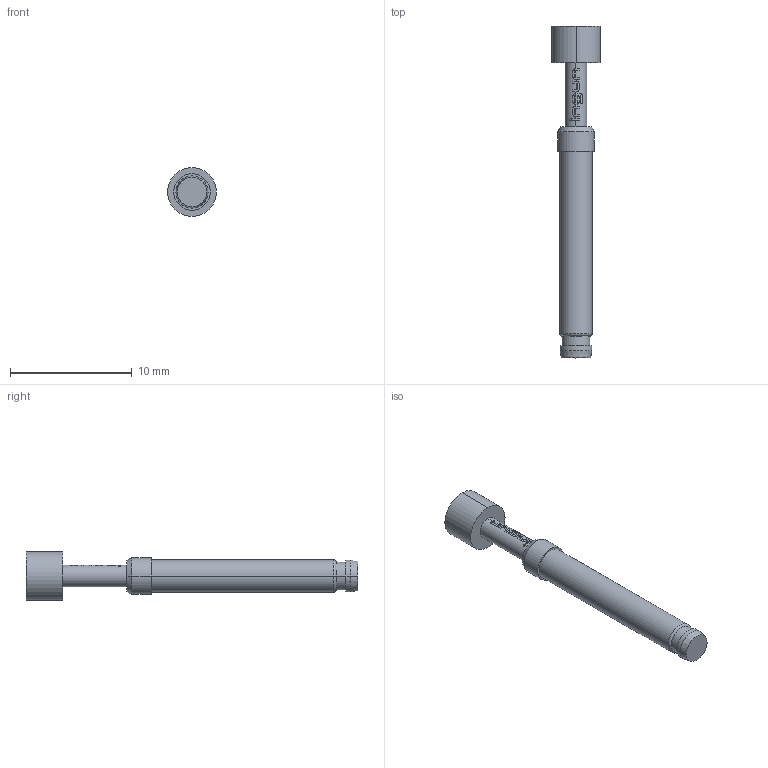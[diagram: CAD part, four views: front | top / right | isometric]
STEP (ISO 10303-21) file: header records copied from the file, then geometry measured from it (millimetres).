
FILE_DESCRIPTION (( 'STEP AP203' ), '1' );
FILE_NAME ('INGUN_GKS-113_303_400_R_xx02.STEP', '2022-09-14T09:31:31', ( 'ochi' ), ( '' ), 'SwSTEP 2.0', 'SolidWorks 2021', '' );
FILE_SCHEMA (( 'CONFIG_CONTROL_DESIGN' ));
Length unit declared in the file: millimetre
Products named in the file (1): INGUN_GKS-113_303_400_R_xx02
Bounding box: 4 x 27.3 x 4 mm (x, y, z)
Volume: 148.9 mm3; surface area: 266 mm2
Topology: 1 solids, 1 shells, 106 faces, 290 edges, 189 vertices
Faces by surface type: bspline 39, cylinder 31, plane 28, cone 6, torus 2
Entity records: 4435 total; most frequent: CARTESIAN_POINT 2213, ORIENTED_EDGE 576, EDGE_CURVE 288, DIRECTION 232, B_SPLINE_CURVE_WITH_KNOTS 222, VERTEX_POINT 189, EDGE_LOOP 111, ADVANCED_FACE 106
